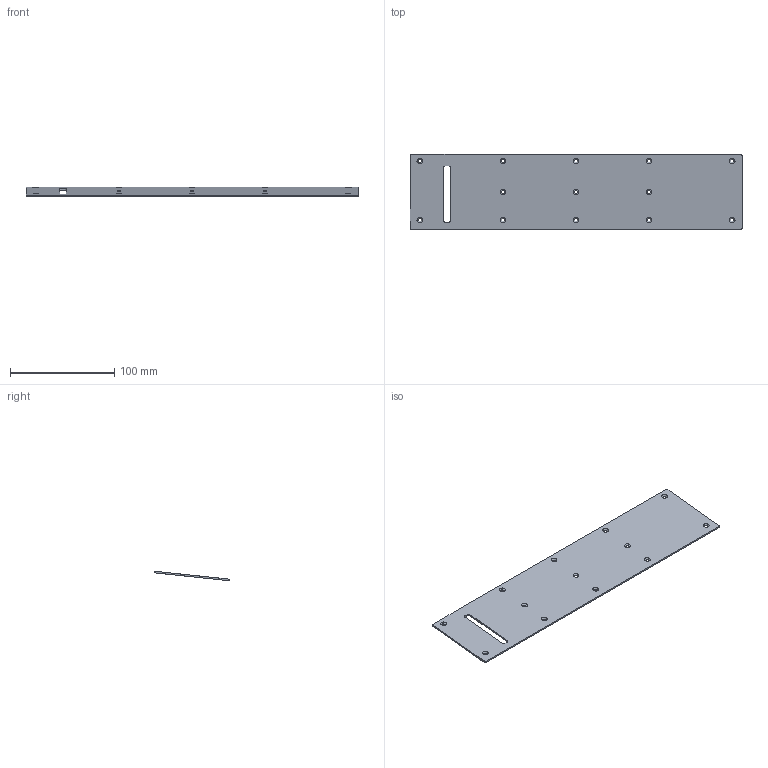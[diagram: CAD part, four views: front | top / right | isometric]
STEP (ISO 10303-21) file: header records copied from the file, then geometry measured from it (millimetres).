
FILE_DESCRIPTION(/* description */ (''),/* implementation_level */ '2;1');
FILE_NAME(/* name */ '6xx Internal Weight.step',/* time_stamp */ '2023-09-03T14:46:36+04:00',/* author */ (''),/* organization */ (''),/* preprocessor_version */ 'ST-DEVELOPER v20',/* originating_system */ 'Autodesk Translation Framework v12.9.0.99',/* authorisation */ '');
FILE_SCHEMA (('AUTOMOTIVE_DESIGN { 1 0 10303 214 3 1 1 }'));
Length unit declared in the file: millimetre
Products named in the file (2): 65xt_extmount; INT_WEIGHT
Assembly tree (1 placements, depth 2):
  65xt_extmount
    INT_WEIGHT
Bounding box: 318.91 x 72.14 x 9.06 mm (x, y, z)
Volume: 33800.5 mm3; surface area: 46705.6 mm2
Topology: 1 solids, 1 shells, 48 faces, 125 edges, 79 vertices
Faces by surface type: cylinder 21, cone 13, plane 12, bspline 2
Full cylindrical faces by diameter (mm): 2.9 x13
Entity records: 1630 total; most frequent: DIRECTION 282, CARTESIAN_POINT 265, ORIENTED_EDGE 250, EDGE_CURVE 125, AXIS2_PLACEMENT_3D 108, VERTEX_POINT 79, EDGE_LOOP 76, LINE 66
